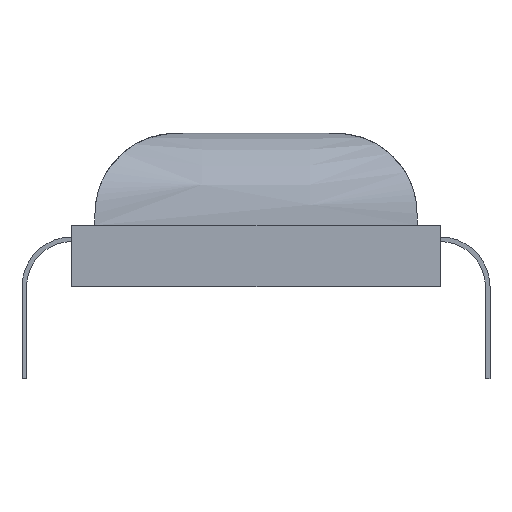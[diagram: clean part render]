
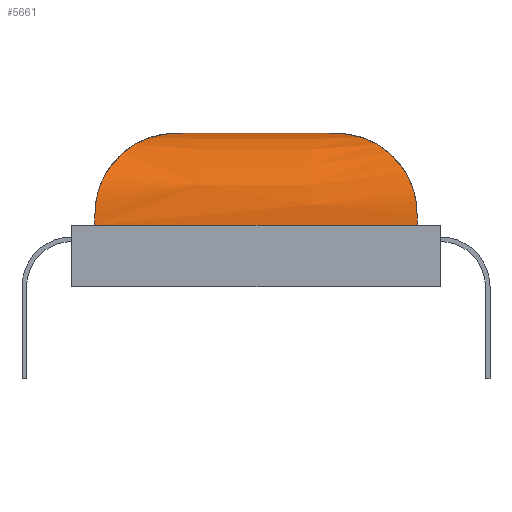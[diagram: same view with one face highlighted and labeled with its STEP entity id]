
A CAD part, left-side view. The second image highlights one B-rep face of the part: STEP entity #5661.
In plain terms, the highlighted free-form (B-spline) face has degree [3, 3] with [10, 4] control points.
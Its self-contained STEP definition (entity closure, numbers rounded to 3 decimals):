
#577=FACE_OUTER_BOUND('',#951,.T.);
#951=EDGE_LOOP('',(#4057,#4058,#4059,#4060));
#1327=B_SPLINE_CURVE_WITH_KNOTS('',3,(#8217,#8218,#8219,#8220,#8221,#8222,
#8223,#8224,#8225,#8226,#8227,#8228),.UNSPECIFIED.,.F.,.F.,(4,2,2,2,2,4),
(-0.006,0.,0.442,0.604,0.772,
1.171),.UNSPECIFIED.);
#1328=B_SPLINE_CURVE_WITH_KNOTS('',3,(#8231,#8232,#8233,#8234,#8235,#8236,
#8237,#8238,#8239,#8240,#8241,#8242),.UNSPECIFIED.,.F.,.F.,(4,2,2,2,2,4),
(-0.006,0.,0.442,0.605,0.773,
1.172),.UNSPECIFIED.);
#1339=LINE('',#8215,#2033);
#1340=LINE('',#8230,#2034);
#2033=VECTOR('',#6562,10.);
#2034=VECTOR('',#6563,10.);
#2727=VERTEX_POINT('',#8213);
#2728=VERTEX_POINT('',#8214);
#2729=VERTEX_POINT('',#8216);
#2730=VERTEX_POINT('',#8229);
#3259=EDGE_CURVE('',#2727,#2728,#1339,.T.);
#3260=EDGE_CURVE('',#2728,#2729,#1327,.T.);
#3261=EDGE_CURVE('',#2730,#2729,#1340,.T.);
#3262=EDGE_CURVE('',#2727,#2730,#1328,.T.);
#4057=ORIENTED_EDGE('',*,*,#3259,.T.);
#4058=ORIENTED_EDGE('',*,*,#3260,.T.);
#4059=ORIENTED_EDGE('',*,*,#3261,.F.);
#4060=ORIENTED_EDGE('',*,*,#3262,.F.);
#5653=B_SPLINE_SURFACE_WITH_KNOTS('',3,3,((#8173,#8174,#8175,#8176),(#8177,
#8178,#8179,#8180),(#8181,#8182,#8183,#8184),(#8185,#8186,#8187,#8188),
(#8189,#8190,#8191,#8192),(#8193,#8194,#8195,#8196),(#8197,#8198,#8199,
#8200),(#8201,#8202,#8203,#8204),(#8205,#8206,#8207,#8208),(#8209,#8210,
#8211,#8212)),.UNSPECIFIED.,.F.,.F.,.F.,(4,1,1,1,1,1,1,4),(4,4),(0.,0.143,
0.286,0.429,0.571,0.714,
0.857,1.),(-0.525,1.575),
 .UNSPECIFIED.);
#5661=ADVANCED_FACE('',(#577),#5653,.F.);
#6562=DIRECTION('',(0.,1.,0.));
#6563=DIRECTION('',(0.,1.,0.));
#8173=CARTESIAN_POINT('Ctrl Pts',(1.5,22.5,4.));
#8174=CARTESIAN_POINT('Ctrl Pts',(1.5,15.5,4.));
#8175=CARTESIAN_POINT('Ctrl Pts',(1.5,8.5,4.));
#8176=CARTESIAN_POINT('Ctrl Pts',(1.5,1.5,4.));
#8177=CARTESIAN_POINT('Ctrl Pts',(1.5,22.5,4.449));
#8178=CARTESIAN_POINT('Ctrl Pts',(1.5,15.5,4.449));
#8179=CARTESIAN_POINT('Ctrl Pts',(1.5,8.5,4.449));
#8180=CARTESIAN_POINT('Ctrl Pts',(1.5,1.5,4.449));
#8181=CARTESIAN_POINT('Ctrl Pts',(1.505,22.5,5.337));
#8182=CARTESIAN_POINT('Ctrl Pts',(1.505,15.5,5.337));
#8183=CARTESIAN_POINT('Ctrl Pts',(1.505,8.5,5.337));
#8184=CARTESIAN_POINT('Ctrl Pts',(1.505,1.5,5.337));
#8185=CARTESIAN_POINT('Ctrl Pts',(1.8,22.5,6.659));
#8186=CARTESIAN_POINT('Ctrl Pts',(1.8,15.5,6.659));
#8187=CARTESIAN_POINT('Ctrl Pts',(1.8,8.5,6.659));
#8188=CARTESIAN_POINT('Ctrl Pts',(1.8,1.5,6.659));
#8189=CARTESIAN_POINT('Ctrl Pts',(2.505,22.5,7.921));
#8190=CARTESIAN_POINT('Ctrl Pts',(2.505,15.5,7.921));
#8191=CARTESIAN_POINT('Ctrl Pts',(2.505,8.5,7.921));
#8192=CARTESIAN_POINT('Ctrl Pts',(2.505,1.5,7.921));
#8193=CARTESIAN_POINT('Ctrl Pts',(3.579,22.5,8.995));
#8194=CARTESIAN_POINT('Ctrl Pts',(3.579,15.5,8.995));
#8195=CARTESIAN_POINT('Ctrl Pts',(3.579,8.5,8.995));
#8196=CARTESIAN_POINT('Ctrl Pts',(3.579,1.5,8.995));
#8197=CARTESIAN_POINT('Ctrl Pts',(4.841,22.5,9.7));
#8198=CARTESIAN_POINT('Ctrl Pts',(4.841,15.5,9.7));
#8199=CARTESIAN_POINT('Ctrl Pts',(4.841,8.5,9.7));
#8200=CARTESIAN_POINT('Ctrl Pts',(4.841,1.5,9.7));
#8201=CARTESIAN_POINT('Ctrl Pts',(6.163,22.5,9.995));
#8202=CARTESIAN_POINT('Ctrl Pts',(6.163,15.5,9.995));
#8203=CARTESIAN_POINT('Ctrl Pts',(6.163,8.5,9.995));
#8204=CARTESIAN_POINT('Ctrl Pts',(6.163,1.5,9.995));
#8205=CARTESIAN_POINT('Ctrl Pts',(7.051,22.5,10.));
#8206=CARTESIAN_POINT('Ctrl Pts',(7.051,15.5,10.));
#8207=CARTESIAN_POINT('Ctrl Pts',(7.051,8.5,10.));
#8208=CARTESIAN_POINT('Ctrl Pts',(7.051,1.5,10.));
#8209=CARTESIAN_POINT('Ctrl Pts',(7.5,22.5,10.));
#8210=CARTESIAN_POINT('Ctrl Pts',(7.5,15.5,10.));
#8211=CARTESIAN_POINT('Ctrl Pts',(7.5,8.5,10.));
#8212=CARTESIAN_POINT('Ctrl Pts',(7.5,1.5,10.));
#8213=CARTESIAN_POINT('',(7.5,7.5,10.));
#8214=CARTESIAN_POINT('',(7.5,16.5,10.));
#8215=CARTESIAN_POINT('',(7.5,17.25,10.));
#8216=CARTESIAN_POINT('',(1.5,22.5,4.));
#8217=CARTESIAN_POINT('Ctrl Pts',(7.5,16.5,10.));
#8218=CARTESIAN_POINT('Ctrl Pts',(7.486,16.514,10.));
#8219=CARTESIAN_POINT('Ctrl Pts',(7.471,16.529,10.));
#8220=CARTESIAN_POINT('Ctrl Pts',(6.414,17.586,10.));
#8221=CARTESIAN_POINT('Ctrl Pts',(5.045,18.955,9.99));
#8222=CARTESIAN_POINT('Ctrl Pts',(3.182,20.818,8.618));
#8223=CARTESIAN_POINT('Ctrl Pts',(2.727,21.273,8.15));
#8224=CARTESIAN_POINT('Ctrl Pts',(2.002,21.998,7.06));
#8225=CARTESIAN_POINT('Ctrl Pts',(1.826,22.174,6.572));
#8226=CARTESIAN_POINT('Ctrl Pts',(1.5,22.5,5.443));
#8227=CARTESIAN_POINT('Ctrl Pts',(1.5,22.5,4.7));
#8228=CARTESIAN_POINT('Ctrl Pts',(1.5,22.5,4.));
#8229=CARTESIAN_POINT('',(1.5,1.5,4.));
#8230=CARTESIAN_POINT('',(1.5,17.25,4.));
#8231=CARTESIAN_POINT('Ctrl Pts',(7.5,7.5,10.));
#8232=CARTESIAN_POINT('Ctrl Pts',(7.485,7.485,10.));
#8233=CARTESIAN_POINT('Ctrl Pts',(7.471,7.471,10.));
#8234=CARTESIAN_POINT('Ctrl Pts',(6.415,6.415,10.));
#8235=CARTESIAN_POINT('Ctrl Pts',(5.047,5.047,9.99));
#8236=CARTESIAN_POINT('Ctrl Pts',(3.184,3.184,8.62));
#8237=CARTESIAN_POINT('Ctrl Pts',(2.728,2.728,8.151));
#8238=CARTESIAN_POINT('Ctrl Pts',(2.002,2.002,7.061));
#8239=CARTESIAN_POINT('Ctrl Pts',(1.826,1.826,6.572));
#8240=CARTESIAN_POINT('Ctrl Pts',(1.5,1.5,5.442));
#8241=CARTESIAN_POINT('Ctrl Pts',(1.5,1.5,4.699));
#8242=CARTESIAN_POINT('Ctrl Pts',(1.5,1.5,4.));
